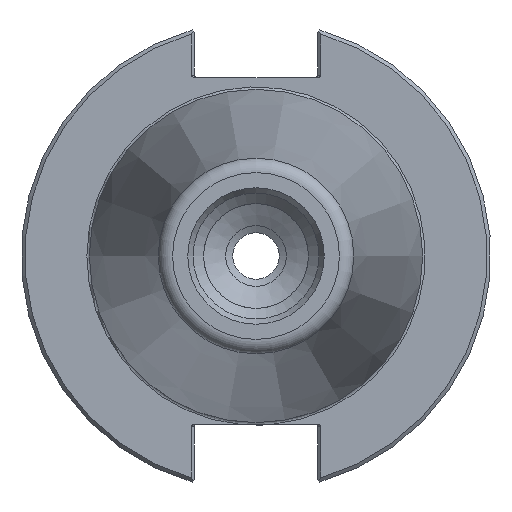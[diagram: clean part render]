
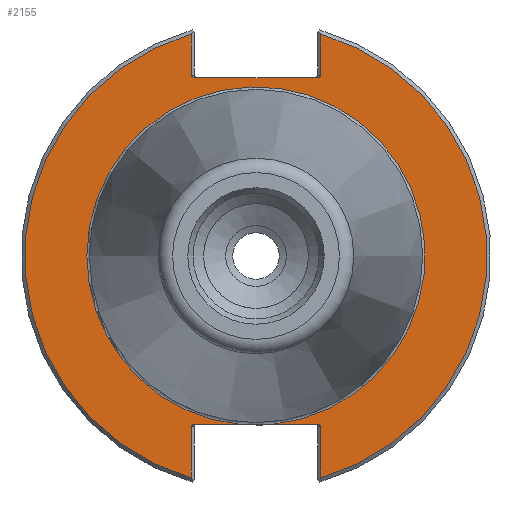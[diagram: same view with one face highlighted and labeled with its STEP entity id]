
A CAD part, left-side view. The second image highlights one B-rep face of the part: STEP entity #2155.
In plain terms, the highlighted planar face has unit normal (-1, 0, 0).
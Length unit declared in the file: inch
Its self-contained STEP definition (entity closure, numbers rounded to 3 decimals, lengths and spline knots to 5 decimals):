
#32=ELLIPSE('',#2305,0.02828,0.02);
#36=ELLIPSE('',#2314,0.02828,0.02);
#37=ELLIPSE('',#2318,0.02828,0.02);
#41=ELLIPSE('',#2327,0.02828,0.02);
#126=LINE('',#4300,#226);
#134=LINE('',#4332,#234);
#142=LINE('',#4363,#242);
#150=LINE('',#4395,#250);
#152=LINE('',#4420,#252);
#153=LINE('',#4422,#253);
#154=LINE('',#4424,#254);
#226=VECTOR('',#2675,0.33967);
#234=VECTOR('',#2701,0.42367);
#242=VECTOR('',#2725,0.42367);
#250=VECTOR('',#2751,0.33967);
#252=VECTOR('',#2763,0.36464);
#253=VECTOR('',#2766,1.00843);
#254=VECTOR('',#2769,0.36464);
#414=PLANE('',#2338);
#571=FACE_OUTER_BOUND('',#731,.T.);
#731=EDGE_LOOP('',(#1682,#1683,#1684,#1685,#1686,#1687,#1688,#1689,#1690,
#1691,#1692,#1693,#1694,#1695));
#886=CIRCLE('',#2336,1.395);
#888=CIRCLE('',#2339,1.9075);
#889=CIRCLE('',#2340,1.9075);
#1041=VERTEX_POINT('',#4285);
#1042=VERTEX_POINT('',#4287);
#1045=VERTEX_POINT('',#4299);
#1050=VERTEX_POINT('',#4317);
#1051=VERTEX_POINT('',#4319);
#1054=VERTEX_POINT('',#4331);
#1056=VERTEX_POINT('',#4339);
#1057=VERTEX_POINT('',#4340);
#1063=VERTEX_POINT('',#4359);
#1066=VERTEX_POINT('',#4373);
#1067=VERTEX_POINT('',#4375);
#1072=VERTEX_POINT('',#4391);
#1074=VERTEX_POINT('',#4403);
#1075=VERTEX_POINT('',#4404);
#1268=EDGE_CURVE('',#1041,#1042,#32,.T.);
#1273=EDGE_CURVE('',#1042,#1045,#126,.T.);
#1282=EDGE_CURVE('',#1050,#1051,#36,.T.);
#1287=EDGE_CURVE('',#1051,#1054,#134,.T.);
#1290=EDGE_CURVE('',#1056,#1057,#37,.T.);
#1301=EDGE_CURVE('',#1063,#1056,#142,.T.);
#1306=EDGE_CURVE('',#1066,#1067,#41,.T.);
#1315=EDGE_CURVE('',#1072,#1066,#150,.T.);
#1319=EDGE_CURVE('',#1074,#1075,#886,.T.);
#1321=EDGE_CURVE('',#1057,#1074,#152,.T.);
#1322=EDGE_CURVE('',#1045,#1063,#888,.T.);
#1323=EDGE_CURVE('',#1067,#1041,#153,.T.);
#1324=EDGE_CURVE('',#1054,#1072,#889,.T.);
#1325=EDGE_CURVE('',#1075,#1050,#154,.T.);
#1682=ORIENTED_EDGE('',*,*,#1319,.F.);
#1683=ORIENTED_EDGE('',*,*,#1321,.F.);
#1684=ORIENTED_EDGE('',*,*,#1290,.F.);
#1685=ORIENTED_EDGE('',*,*,#1301,.F.);
#1686=ORIENTED_EDGE('',*,*,#1322,.F.);
#1687=ORIENTED_EDGE('',*,*,#1273,.F.);
#1688=ORIENTED_EDGE('',*,*,#1268,.F.);
#1689=ORIENTED_EDGE('',*,*,#1323,.F.);
#1690=ORIENTED_EDGE('',*,*,#1306,.F.);
#1691=ORIENTED_EDGE('',*,*,#1315,.F.);
#1692=ORIENTED_EDGE('',*,*,#1324,.F.);
#1693=ORIENTED_EDGE('',*,*,#1287,.F.);
#1694=ORIENTED_EDGE('',*,*,#1282,.F.);
#1695=ORIENTED_EDGE('',*,*,#1325,.F.);
#2155=ADVANCED_FACE('',(#571),#414,.T.);
#2305=AXIS2_PLACEMENT_3D('',#4288,#2666,#2667);
#2314=AXIS2_PLACEMENT_3D('',#4320,#2692,#2693);
#2318=AXIS2_PLACEMENT_3D('',#4341,#2705,#2706);
#2327=AXIS2_PLACEMENT_3D('',#4376,#2733,#2734);
#2336=AXIS2_PLACEMENT_3D('',#4416,#2757,#2758);
#2338=AXIS2_PLACEMENT_3D('',#4419,#2761,#2762);
#2339=AXIS2_PLACEMENT_3D('',#4421,#2764,#2765);
#2340=AXIS2_PLACEMENT_3D('',#4423,#2767,#2768);
#2666=DIRECTION('center_axis',(-1.,0.,0.));
#2667=DIRECTION('ref_axis',(0.,-1.,0.));
#2675=DIRECTION('',(0.,0.,1.));
#2692=DIRECTION('center_axis',(-1.,0.,0.));
#2693=DIRECTION('ref_axis',(0.,1.,0.));
#2701=DIRECTION('',(0.,0.,-1.));
#2705=DIRECTION('center_axis',(-1.,0.,0.));
#2706=DIRECTION('ref_axis',(0.,-1.,0.));
#2725=DIRECTION('',(0.,0.,1.));
#2733=DIRECTION('center_axis',(-1.,0.,0.));
#2734=DIRECTION('ref_axis',(0.,1.,0.));
#2751=DIRECTION('',(0.,0.,-1.));
#2757=DIRECTION('center_axis',(-1.,0.,0.));
#2758=DIRECTION('ref_axis',(0.,-1.,0.));
#2761=DIRECTION('center_axis',(-1.,0.,0.));
#2762=DIRECTION('ref_axis',(0.,0.,1.));
#2763=DIRECTION('',(0.,1.,0.));
#2764=DIRECTION('center_axis',(1.,0.,0.));
#2765=DIRECTION('ref_axis',(0.,-1.,0.));
#2766=DIRECTION('',(0.,-1.,0.));
#2767=DIRECTION('center_axis',(1.,0.,0.));
#2768=DIRECTION('ref_axis',(0.,1.,0.));
#2769=DIRECTION('',(0.,1.,0.));
#4285=CARTESIAN_POINT('',(0.125,-0.50422,1.472));
#4287=CARTESIAN_POINT('',(0.125,-0.5325,1.492));
#4288=CARTESIAN_POINT('Origin',(0.125,-0.50422,1.492));
#4299=CARTESIAN_POINT('',(0.125,-0.5325,1.83167));
#4300=CARTESIAN_POINT('',(0.125,-0.5325,0.736));
#4317=CARTESIAN_POINT('',(0.125,0.50422,-1.388));
#4319=CARTESIAN_POINT('',(0.125,0.5325,-1.408));
#4320=CARTESIAN_POINT('Origin',(0.125,0.50422,-1.408));
#4331=CARTESIAN_POINT('',(0.125,0.5325,-1.83167));
#4332=CARTESIAN_POINT('',(0.125,0.5325,-0.694));
#4339=CARTESIAN_POINT('',(0.125,-0.5325,-1.408));
#4340=CARTESIAN_POINT('',(0.125,-0.50422,-1.388));
#4341=CARTESIAN_POINT('Origin',(0.125,-0.50422,-1.408));
#4359=CARTESIAN_POINT('',(0.125,-0.5325,-1.83167));
#4363=CARTESIAN_POINT('',(0.125,-0.5325,-0.694));
#4373=CARTESIAN_POINT('',(0.125,0.5325,1.492));
#4375=CARTESIAN_POINT('',(0.125,0.50422,1.472));
#4376=CARTESIAN_POINT('Origin',(0.125,0.50422,1.492));
#4391=CARTESIAN_POINT('',(0.125,0.5325,1.83167));
#4395=CARTESIAN_POINT('',(0.125,0.5325,0.736));
#4403=CARTESIAN_POINT('',(0.125,-0.13957,-1.388));
#4404=CARTESIAN_POINT('',(0.125,0.13957,-1.388));
#4416=CARTESIAN_POINT('Origin',(0.125,0.,0.));
#4419=CARTESIAN_POINT('Origin',(0.125,1.65625,0.));
#4420=CARTESIAN_POINT('',(0.125,0.82813,-1.388));
#4421=CARTESIAN_POINT('Origin',(0.125,0.,0.));
#4422=CARTESIAN_POINT('',(0.125,0.82813,1.472));
#4423=CARTESIAN_POINT('Origin',(0.125,0.,0.));
#4424=CARTESIAN_POINT('',(0.125,0.82813,-1.388));
